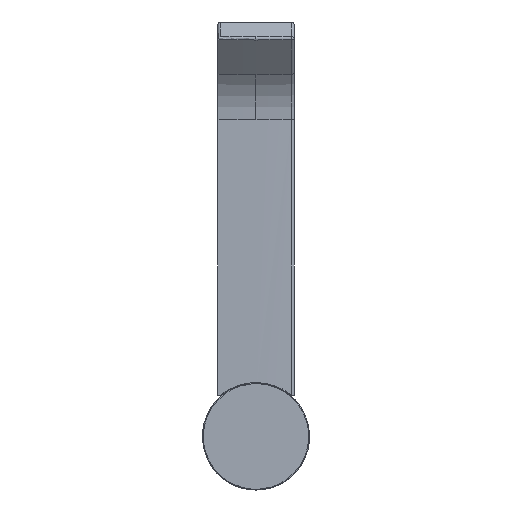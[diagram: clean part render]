
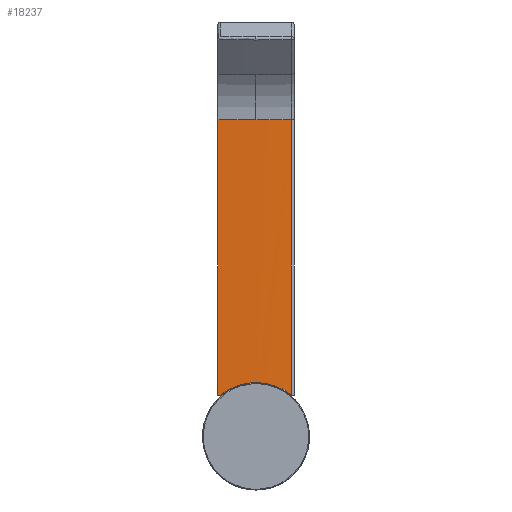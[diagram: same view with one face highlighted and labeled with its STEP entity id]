
A CAD part, front view. The second image highlights one B-rep face of the part: STEP entity #18237.
In plain terms, the highlighted cylindrical face has radius 1000 mm (diameter 2000 mm), a partial arc.
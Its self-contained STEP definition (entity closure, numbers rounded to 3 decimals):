
#500 = DIRECTION ( 'NONE',  ( -1., 0., 0. ) ) ;
#543 = VERTEX_POINT ( 'NONE', #6426 ) ;
#820 = CARTESIAN_POINT ( 'NONE',  ( 20.989, -5.574, 10.432 ) ) ;
#1022 = EDGE_CURVE ( 'NONE', #7816, #8181, #11114, .T. ) ;
#1248 = VECTOR ( 'NONE', #4807, 1000. ) ;
#1835 = CARTESIAN_POINT ( 'NONE',  ( 18., -5.5, 16. ) ) ;
#2402 = CARTESIAN_POINT ( 'NONE',  ( 134., 994.372, 0. ) ) ;
#2546 = CARTESIAN_POINT ( 'NONE',  ( 134., -5.515, -15.015 ) ) ;
#2732 = CARTESIAN_POINT ( 'NONE',  ( 22.937, -5.617, 4.68 ) ) ;
#2969 = VERTEX_POINT ( 'NONE', #1835 ) ;
#3201 = VERTEX_POINT ( 'NONE', #6207 ) ;
#3317 = ORIENTED_EDGE ( 'NONE', *, *, #1022, .F. ) ;
#3840 = ORIENTED_EDGE ( 'NONE', *, *, #15289, .F. ) ;
#4195 = CARTESIAN_POINT ( 'NONE',  ( 18., -5.516, 14.952 ) ) ;
#4209 = AXIS2_PLACEMENT_3D ( 'NONE', #2402, #500, #21247 ) ;
#4589 = EDGE_CURVE ( 'NONE', #543, #8181, #14618, .T. ) ;
#4807 = DIRECTION ( 'NONE',  ( -1., 0., 0. ) ) ;
#4941 = DIRECTION ( 'NONE',  ( 1., 0., 0. ) ) ;
#5249 = ORIENTED_EDGE ( 'NONE', *, *, #22134, .F. ) ;
#5673 = CARTESIAN_POINT ( 'NONE',  ( 23.284, -5.625, 2.686 ) ) ;
#5878 = CARTESIAN_POINT ( 'NONE',  ( 19.631, -5.547, -12.806 ) ) ;
#5964 = VERTEX_POINT ( 'NONE', #9827 ) ;
#5997 = CARTESIAN_POINT ( 'NONE',  ( 23.163, -5.622, -3.388 ) ) ;
#6207 = CARTESIAN_POINT ( 'NONE',  ( 18., -5.516, 14.952 ) ) ;
#6426 = CARTESIAN_POINT ( 'NONE',  ( 18., -5.515, -15.015 ) ) ;
#6941 = CARTESIAN_POINT ( 'NONE',  ( 18., 994.372, 0. ) ) ;
#7356 = CARTESIAN_POINT ( 'NONE',  ( 19.622, -5.547, 12.767 ) ) ;
#7572 = CARTESIAN_POINT ( 'NONE',  ( 19.985, -5.554, 12.191 ) ) ;
#7577 = CYLINDRICAL_SURFACE ( 'NONE', #4209, 1000. ) ;
#7816 = VERTEX_POINT ( 'NONE', #9951 ) ;
#7858 = AXIS2_PLACEMENT_3D ( 'NONE', #10224, #4941, #8410 ) ;
#7865 = CARTESIAN_POINT ( 'NONE',  ( 18., 994.372, 0. ) ) ;
#7982 = ORIENTED_EDGE ( 'NONE', *, *, #15859, .F. ) ;
#8181 = VERTEX_POINT ( 'NONE', #18370 ) ;
#8410 = DIRECTION ( 'NONE',  ( 0., 0., -1. ) ) ;
#9116 = CARTESIAN_POINT ( 'NONE',  ( 134., 994.372, 0. ) ) ;
#9158 = CARTESIAN_POINT ( 'NONE',  ( 18.435, -5.524, 14.429 ) ) ;
#9263 = CARTESIAN_POINT ( 'NONE',  ( 22.24, -5.602, 7.307 ) ) ;
#9681 = CIRCLE ( 'NONE', #11131, 1000. ) ;
#9827 = CARTESIAN_POINT ( 'NONE',  ( 18., -5.516, -14.952 ) ) ;
#9883 = ORIENTED_EDGE ( 'NONE', *, *, #13524, .T. ) ;
#9951 = CARTESIAN_POINT ( 'NONE',  ( 134., -5.628, 0. ) ) ;
#10224 = CARTESIAN_POINT ( 'NONE',  ( 134., 994.372, 0. ) ) ;
#10918 = DIRECTION ( 'NONE',  ( -1., 0., 0. ) ) ;
#11114 = CIRCLE ( 'NONE', #7858, 1000. ) ;
#11124 = ORIENTED_EDGE ( 'NONE', *, *, #4589, .T. ) ;
#11131 = AXIS2_PLACEMENT_3D ( 'NONE', #9116, #15687, #14316 ) ;
#12487 = DIRECTION ( 'NONE',  ( 1., 0., 0. ) ) ;
#12714 = DIRECTION ( 'NONE',  ( 0., -1., 0. ) ) ;
#12761 = CARTESIAN_POINT ( 'NONE',  ( 18., -5.516, -14.952 ) ) ;
#12903 = AXIS2_PLACEMENT_3D ( 'NONE', #7865, #10918, #12714 ) ;
#12994 = CARTESIAN_POINT ( 'NONE',  ( 21.519, -5.586, -9.217 ) ) ;
#13524 = EDGE_CURVE ( 'NONE', #17994, #2969, #13710, .T. ) ;
#13710 = LINE ( 'NONE', #20488, #1248 ) ;
#13826 = B_SPLINE_CURVE_WITH_KNOTS ( 'NONE', 3,
 ( #12761, #14461, #5878, #17760, #18085, #12994, #19654, #21137, #16282, #5997, #16391, #18197, #14698, #19881, #5673, #2732, #17973, #17864, #9263, #21242, #820, #7572, #7356, #19769, #9158, #4195 ),
 .UNSPECIFIED., .F., .F.,
 ( 4, 2, 2, 2, 2, 2, 2, 2, 2, 2, 2, 2, 4 ),
 ( 0.001, 0.005, 0.007, 0.009, 0.013, 0.016, 0.018, 0.022, 0.024, 0.026, 0.03, 0.032, 0.034 ),
 .UNSPECIFIED. ) ;
#13990 = CIRCLE ( 'NONE', #12903, 1000. ) ;
#14253 = AXIS2_PLACEMENT_3D ( 'NONE', #6941, #17452, #15979 ) ;
#14316 = DIRECTION ( 'NONE',  ( 0., 0., -1. ) ) ;
#14461 = CARTESIAN_POINT ( 'NONE',  ( 18.864, -5.532, -13.911 ) ) ;
#14618 = LINE ( 'NONE', #2546, #19447 ) ;
#14698 = CARTESIAN_POINT ( 'NONE',  ( 23.4, -5.628, -0.68 ) ) ;
#15289 = EDGE_CURVE ( 'NONE', #543, #5964, #21104, .T. ) ;
#15687 = DIRECTION ( 'NONE',  ( 1., 0., 0. ) ) ;
#15794 = ORIENTED_EDGE ( 'NONE', *, *, #20711, .F. ) ;
#15859 = EDGE_CURVE ( 'NONE', #5964, #3201, #13826, .T. ) ;
#15979 = DIRECTION ( 'NONE',  ( 0., -1., 0. ) ) ;
#16282 = CARTESIAN_POINT ( 'NONE',  ( 22.813, -5.614, -5.38 ) ) ;
#16391 = CARTESIAN_POINT ( 'NONE',  ( 23.252, -5.625, -2.717 ) ) ;
#17452 = DIRECTION ( 'NONE',  ( -1., 0., 0. ) ) ;
#17760 = CARTESIAN_POINT ( 'NONE',  ( 20.636, -5.567, -11.052 ) ) ;
#17864 = CARTESIAN_POINT ( 'NONE',  ( 22.442, -5.606, 6.661 ) ) ;
#17973 = CARTESIAN_POINT ( 'NONE',  ( 22.792, -5.614, 5.342 ) ) ;
#17994 = VERTEX_POINT ( 'NONE', #21007 ) ;
#18085 = CARTESIAN_POINT ( 'NONE',  ( 20.947, -5.574, -10.452 ) ) ;
#18197 = CARTESIAN_POINT ( 'NONE',  ( 23.37, -5.627, -1.36 ) ) ;
#18237 = ADVANCED_FACE ( 'NONE', ( #19229 ), #7577, .T. ) ;
#18370 = CARTESIAN_POINT ( 'NONE',  ( 134., -5.515, -15.015 ) ) ;
#18796 = EDGE_LOOP ( 'NONE', ( #3840, #11124, #3317, #5249, #9883, #15794, #7982 ) ) ;
#19229 = FACE_OUTER_BOUND ( 'NONE', #18796, .T. ) ;
#19447 = VECTOR ( 'NONE', #12487, 1000. ) ;
#19654 = CARTESIAN_POINT ( 'NONE',  ( 21.778, -5.591, -8.586 ) ) ;
#19769 = CARTESIAN_POINT ( 'NONE',  ( 18.846, -5.532, 13.887 ) ) ;
#19881 = CARTESIAN_POINT ( 'NONE',  ( 23.4, -5.628, 1.346 ) ) ;
#20488 = CARTESIAN_POINT ( 'NONE',  ( 134., -5.5, 16. ) ) ;
#20711 = EDGE_CURVE ( 'NONE', #3201, #2969, #13990, .T. ) ;
#21007 = CARTESIAN_POINT ( 'NONE',  ( 134., -5.5, 16. ) ) ;
#21104 = CIRCLE ( 'NONE', #14253, 1000. ) ;
#21137 = CARTESIAN_POINT ( 'NONE',  ( 22.467, -5.607, -6.68 ) ) ;
#21242 = CARTESIAN_POINT ( 'NONE',  ( 21.553, -5.586, 9.211 ) ) ;
#21247 = DIRECTION ( 'NONE',  ( 0., 0., 1. ) ) ;
#22134 = EDGE_CURVE ( 'NONE', #17994, #7816, #9681, .T. ) ;
